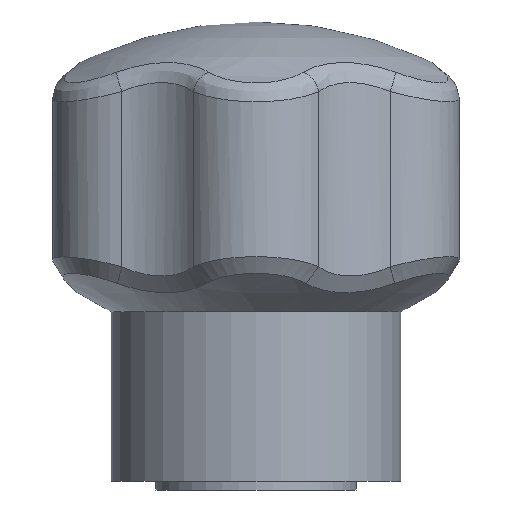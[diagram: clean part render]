
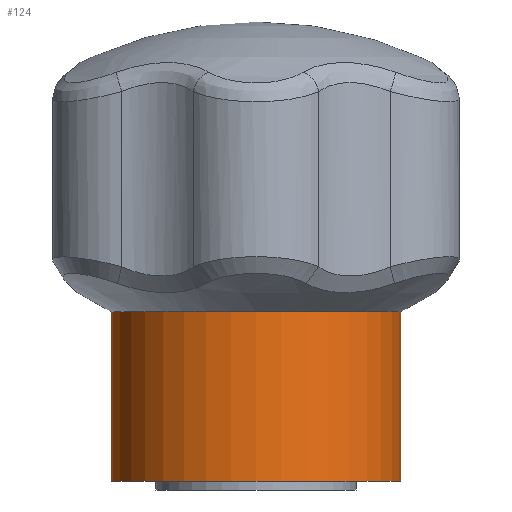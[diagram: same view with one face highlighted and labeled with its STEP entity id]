
A CAD part, front view. The second image highlights one B-rep face of the part: STEP entity #124.
In plain terms, the highlighted cylindrical face has radius 6.5 mm (diameter 13 mm), a full revolution.
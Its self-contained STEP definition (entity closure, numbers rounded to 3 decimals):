
#124 = ADVANCED_FACE( '', ( #272, #273 ), #274, .T. );
#272 = FACE_OUTER_BOUND( '', #1683, .T. );
#273 = FACE_OUTER_BOUND( '', #1684, .T. );
#274 = CYLINDRICAL_SURFACE( '', #1685, 6.5 );
#1683 = EDGE_LOOP( '', ( #2598 ) );
#1684 = EDGE_LOOP( '', ( #2599 ) );
#1685 = AXIS2_PLACEMENT_3D( '', #2600, #2601, #2602 );
#2598 = ORIENTED_EDGE( '', *, *, #2821, .F. );
#2599 = ORIENTED_EDGE( '', *, *, #2859, .T. );
#2600 = CARTESIAN_POINT( '', ( 0., 0., 57.15 ) );
#2601 = DIRECTION( '', ( 0., 0., -1. ) );
#2602 = DIRECTION( '', ( 1., 0., 0. ) );
#2821 = EDGE_CURVE( '', #3010, #3010, #3011, .T. );
#2859 = EDGE_CURVE( '', #3063, #3063, #3064, .T. );
#3010 = VERTEX_POINT( '', #4109 );
#3011 = CIRCLE( '', #4110, 6.5 );
#3063 = VERTEX_POINT( '', #4486 );
#3064 = CIRCLE( '', #4487, 6.5 );
#4109 = CARTESIAN_POINT( '', ( 6.5, 0., 7.6 ) );
#4110 = AXIS2_PLACEMENT_3D( '', #4896, #4897, #4898 );
#4486 = CARTESIAN_POINT( '', ( 6.5, 0., 0. ) );
#4487 = AXIS2_PLACEMENT_3D( '', #4929, #4930, #4931 );
#4896 = CARTESIAN_POINT( '', ( 0., 0., 7.6 ) );
#4897 = DIRECTION( '', ( 0., 0., 1. ) );
#4898 = DIRECTION( '', ( 1., 0., 0. ) );
#4929 = CARTESIAN_POINT( '', ( 0., 0., 0. ) );
#4930 = DIRECTION( '', ( 0., 0., 1. ) );
#4931 = DIRECTION( '', ( 1., 0., 0. ) );
